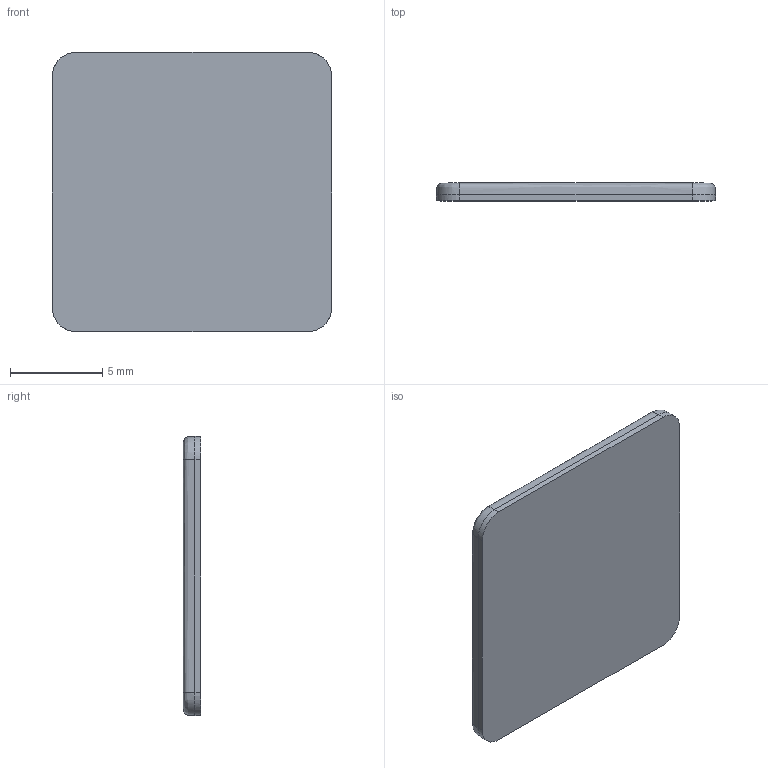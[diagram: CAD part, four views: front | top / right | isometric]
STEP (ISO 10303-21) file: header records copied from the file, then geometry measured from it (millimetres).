
FILE_DESCRIPTION (( 'STEP AP214' ), '1' );
FILE_NAME ('heat3.STEP', '2018-03-10T17:53:22', ( '' ), ( '' ), 'SwSTEP 2.0', 'SolidWorks 2015', '' );
FILE_SCHEMA (( 'AUTOMOTIVE_DESIGN' ));
Length unit declared in the file: inch
Products named in the file (2): heat3
Bounding box: 15.13 x 0.95 x 15.13 mm (x, y, z)
Volume: 214.9 mm3; surface area: 501.5 mm2
Topology: 1 solids, 1 shells, 18 faces, 40 edges, 24 vertices
Faces by surface type: bspline 8, plane 6, cylinder 4
Entity records: 707 total; most frequent: CARTESIAN_POINT 340, ORIENTED_EDGE 80, DIRECTION 44, EDGE_CURVE 40, VERTEX_POINT 24, FACE_OUTER_BOUND 18, ADVANCED_FACE 18, EDGE_LOOP 18
